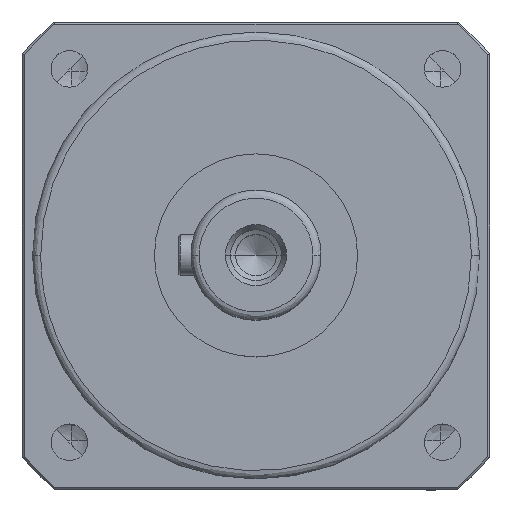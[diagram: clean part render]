
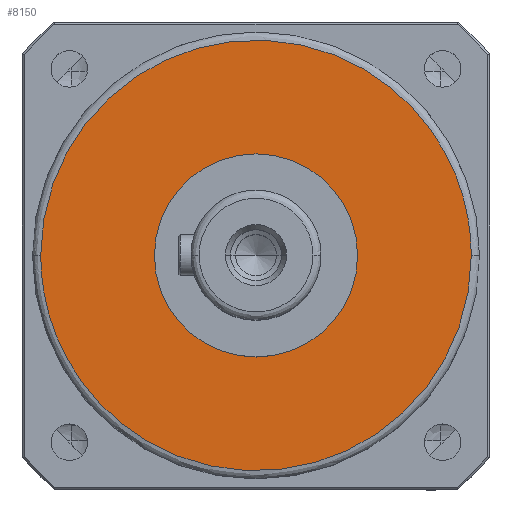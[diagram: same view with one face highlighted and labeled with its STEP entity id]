
A CAD part, top view. The second image highlights one B-rep face of the part: STEP entity #8150.
In plain terms, the highlighted planar face has unit normal (0, 0, 1).
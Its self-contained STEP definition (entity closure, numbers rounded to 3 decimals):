
#253 = ORIENTED_EDGE ( 'NONE', *, *, #16273, .F. ) ;
#1108 = EDGE_CURVE ( 'NONE', #19192, #12106, #11010, .T. ) ;
#1146 = CARTESIAN_POINT ( 'NONE',  ( -53., 0., 160. ) ) ;
#1665 = EDGE_LOOP ( 'NONE', ( #253, #12486 ) ) ;
#1816 = CARTESIAN_POINT ( 'NONE',  ( 53., 0., 160. ) ) ;
#2071 = CARTESIAN_POINT ( 'NONE',  ( 0., 0., 160. ) ) ;
#3289 = ORIENTED_EDGE ( 'NONE', *, *, #16115, .T. ) ;
#3375 = FACE_OUTER_BOUND ( 'NONE', #1665, .T. ) ;
#3558 = EDGE_LOOP ( 'NONE', ( #15540, #3289 ) ) ;
#3683 = DIRECTION ( 'NONE',  ( 1., 0., 0. ) ) ;
#4992 = AXIS2_PLACEMENT_3D ( 'NONE', #2071, #12883, #3683 ) ;
#5053 = CARTESIAN_POINT ( 'NONE',  ( -53., 0., 160. ) ) ;
#6763 = AXIS2_PLACEMENT_3D ( 'NONE', #14476, #14403, #14144 ) ;
#7417 = DIRECTION ( 'NONE',  ( 0., 0., -1. ) ) ;
#7512 = CARTESIAN_POINT ( 'NONE',  ( 53., 0., 160. ) ) ;
#7786 =( BOUNDED_CURVE ( )  B_SPLINE_CURVE ( 3, ( #5053, #14308, #17408, #8165 ),
 .UNSPECIFIED., .F., .F. ) 
 B_SPLINE_CURVE_WITH_KNOTS ( ( 4, 4 ),
 ( 0.5, 1. ),
 .UNSPECIFIED. ) 
 CURVE ( )  GEOMETRIC_REPRESENTATION_ITEM ( )  RATIONAL_B_SPLINE_CURVE ( ( 1., 0.333, 0.333, 1. ) ) 
 REPRESENTATION_ITEM ( '' )  );
#8150 = ADVANCED_FACE ( 'NONE', ( #3375, #11067 ), #18855, .T. ) ;
#8165 = CARTESIAN_POINT ( 'NONE',  ( 53., 0., 160. ) ) ;
#8606 = AXIS2_PLACEMENT_3D ( 'NONE', #16674, #7417, #18192 ) ;
#9562 = CARTESIAN_POINT ( 'NONE',  ( 53., -106., 160. ) ) ;
#9591 = CARTESIAN_POINT ( 'NONE',  ( -25., 0., 160. ) ) ;
#11010 = CIRCLE ( 'NONE', #6763, 25. ) ;
#11067 = FACE_BOUND ( 'NONE', #3558, .T. ) ;
#11573 = CARTESIAN_POINT ( 'NONE',  ( 25., 0., 160. ) ) ;
#11945 = EDGE_CURVE ( 'NONE', #19890, #18975, #14735, .T. ) ;
#12106 = VERTEX_POINT ( 'NONE', #11573 ) ;
#12486 = ORIENTED_EDGE ( 'NONE', *, *, #11945, .F. ) ;
#12638 = CARTESIAN_POINT ( 'NONE',  ( -53., 0., 160. ) ) ;
#12823 = CIRCLE ( 'NONE', #8606, 25. ) ;
#12883 = DIRECTION ( 'NONE',  ( 0., 0., 1. ) ) ;
#14144 = DIRECTION ( 'NONE',  ( -1., 0., 0. ) ) ;
#14154 = CARTESIAN_POINT ( 'NONE',  ( -53., -106., 160. ) ) ;
#14308 = CARTESIAN_POINT ( 'NONE',  ( -53., 106., 160. ) ) ;
#14403 = DIRECTION ( 'NONE',  ( 0., 0., -1. ) ) ;
#14476 = CARTESIAN_POINT ( 'NONE',  ( 0., 0., 160. ) ) ;
#14735 =( BOUNDED_CURVE ( )  B_SPLINE_CURVE ( 3, ( #1816, #9562, #14154, #12638 ),
 .UNSPECIFIED., .F., .F. ) 
 B_SPLINE_CURVE_WITH_KNOTS ( ( 4, 4 ),
 ( 0., 0.5 ),
 .UNSPECIFIED. ) 
 CURVE ( )  GEOMETRIC_REPRESENTATION_ITEM ( )  RATIONAL_B_SPLINE_CURVE ( ( 1., 0.333, 0.333, 1. ) ) 
 REPRESENTATION_ITEM ( '' )  );
#15540 = ORIENTED_EDGE ( 'NONE', *, *, #1108, .T. ) ;
#16115 = EDGE_CURVE ( 'NONE', #12106, #19192, #12823, .T. ) ;
#16273 = EDGE_CURVE ( 'NONE', #18975, #19890, #7786, .T. ) ;
#16674 = CARTESIAN_POINT ( 'NONE',  ( 0., 0., 160. ) ) ;
#17408 = CARTESIAN_POINT ( 'NONE',  ( 53., 106., 160. ) ) ;
#18192 = DIRECTION ( 'NONE',  ( -1., 0., 0. ) ) ;
#18855 = PLANE ( 'NONE',  #4992 ) ;
#18975 = VERTEX_POINT ( 'NONE', #1146 ) ;
#19192 = VERTEX_POINT ( 'NONE', #9591 ) ;
#19890 = VERTEX_POINT ( 'NONE', #7512 ) ;
